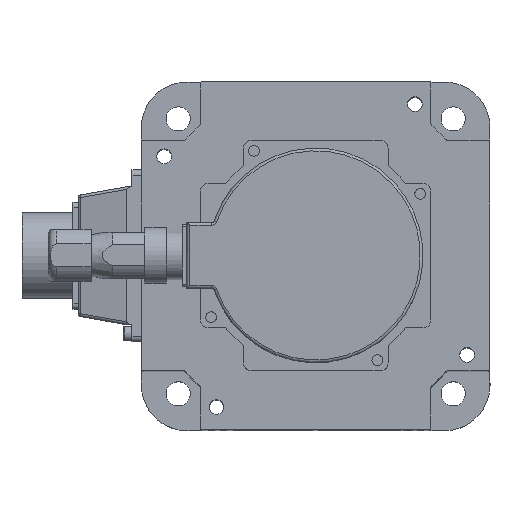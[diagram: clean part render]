
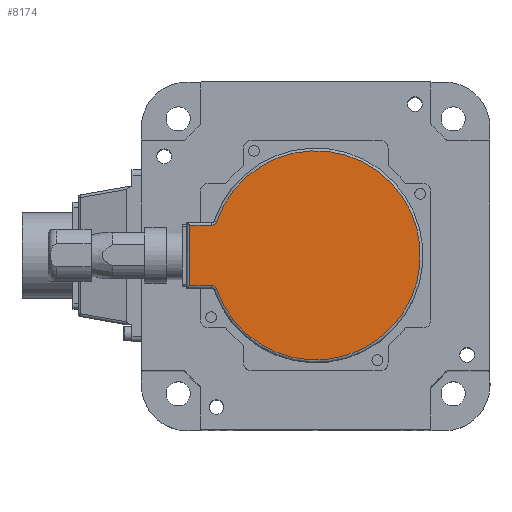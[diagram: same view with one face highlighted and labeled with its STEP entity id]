
A CAD part, top view. The second image highlights one B-rep face of the part: STEP entity #8174.
In plain terms, the highlighted planar face has unit normal (0, 0, 1).
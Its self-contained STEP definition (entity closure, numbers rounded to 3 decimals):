
#1076 = EDGE_CURVE ( 'NONE', #11939, #6800, #13593, .T. ) ;
#1196 = VERTEX_POINT ( 'NONE', #12150 ) ;
#1224 = DIRECTION ( 'NONE',  ( 0., 0., 1. ) ) ;
#1372 = CARTESIAN_POINT ( 'NONE',  ( -36.907, 12.604, 131.5 ) ) ;
#1532 = LINE ( 'NONE', #2242, #9990 ) ;
#1596 = PLANE ( 'NONE',  #10332 ) ;
#1713 = EDGE_CURVE ( 'NONE', #1196, #9068, #8762, .T. ) ;
#1782 = CIRCLE ( 'NONE', #13637, 2. ) ;
#2242 = CARTESIAN_POINT ( 'NONE',  ( -38.8, -11.25, 131.5 ) ) ;
#2262 = EDGE_CURVE ( 'NONE', #5874, #11939, #1782, .T. ) ;
#2464 = EDGE_CURVE ( 'NONE', #6800, #13443, #5095, .T. ) ;
#2668 = DIRECTION ( 'NONE',  ( 0., 0., 1. ) ) ;
#2750 = CARTESIAN_POINT ( 'NONE',  ( -38.8, 13.25, 131.5 ) ) ;
#3063 = EDGE_CURVE ( 'NONE', #9068, #5874, #3418, .T. ) ;
#3228 = CARTESIAN_POINT ( 'NONE',  ( -36.907, -12.604, 131.5 ) ) ;
#3418 = CIRCLE ( 'NONE', #4761, 39. ) ;
#3826 = DIRECTION ( 'NONE',  ( 0., 1., 0. ) ) ;
#4223 = AXIS2_PLACEMENT_3D ( 'NONE', #4713, #12132, #5781 ) ;
#4713 = CARTESIAN_POINT ( 'NONE',  ( -38.8, -13.25, 131.5 ) ) ;
#4761 = AXIS2_PLACEMENT_3D ( 'NONE', #7568, #1224, #8641 ) ;
#5095 = LINE ( 'NONE', #13595, #7573 ) ;
#5179 = EDGE_CURVE ( 'NONE', #13443, #1196, #1532, .T. ) ;
#5285 = DIRECTION ( 'NONE',  ( 0., -1., 0. ) ) ;
#5781 = DIRECTION ( 'NONE',  ( 0., 1., 0. ) ) ;
#5874 = VERTEX_POINT ( 'NONE', #1372 ) ;
#6465 = DIRECTION ( 'NONE',  ( 1., 0., 0. ) ) ;
#6614 = EDGE_LOOP ( 'NONE', ( #10317, #8191, #10692, #6858, #13567, #6904 ) ) ;
#6800 = VERTEX_POINT ( 'NONE', #12179 ) ;
#6858 = ORIENTED_EDGE ( 'NONE', *, *, #1713, .T. ) ;
#6904 = ORIENTED_EDGE ( 'NONE', *, *, #2262, .T. ) ;
#7568 = CARTESIAN_POINT ( 'NONE',  ( 0., 0., 131.5 ) ) ;
#7573 = VECTOR ( 'NONE', #5285, 1000. ) ;
#8174 = ADVANCED_FACE ( 'NONE', ( #13712 ), #1596, .T. ) ;
#8191 = ORIENTED_EDGE ( 'NONE', *, *, #2464, .T. ) ;
#8641 = DIRECTION ( 'NONE',  ( 0., 1., 0. ) ) ;
#8762 = CIRCLE ( 'NONE', #4223, 2. ) ;
#9068 = VERTEX_POINT ( 'NONE', #3228 ) ;
#9335 = CARTESIAN_POINT ( 'NONE',  ( -38.8, 11.25, 131.5 ) ) ;
#9609 = CARTESIAN_POINT ( 'NONE',  ( -47., -11.25, 131.5 ) ) ;
#9990 = VECTOR ( 'NONE', #6465, 1000. ) ;
#10024 = CARTESIAN_POINT ( 'NONE',  ( 0., 0., 131.5 ) ) ;
#10072 = DIRECTION ( 'NONE',  ( 0., 1., 0. ) ) ;
#10169 = DIRECTION ( 'NONE',  ( 0., 0., -1. ) ) ;
#10317 = ORIENTED_EDGE ( 'NONE', *, *, #1076, .T. ) ;
#10332 = AXIS2_PLACEMENT_3D ( 'NONE', #10024, #2668, #10072 ) ;
#10664 = CARTESIAN_POINT ( 'NONE',  ( -48., 11.25, 131.5 ) ) ;
#10692 = ORIENTED_EDGE ( 'NONE', *, *, #5179, .T. ) ;
#11939 = VERTEX_POINT ( 'NONE', #9335 ) ;
#12132 = DIRECTION ( 'NONE',  ( 0., 0., -1. ) ) ;
#12150 = CARTESIAN_POINT ( 'NONE',  ( -38.8, -11.25, 131.5 ) ) ;
#12179 = CARTESIAN_POINT ( 'NONE',  ( -47., 11.25, 131.5 ) ) ;
#12784 = DIRECTION ( 'NONE',  ( -1., 0., 0. ) ) ;
#13260 = VECTOR ( 'NONE', #12784, 1000. ) ;
#13443 = VERTEX_POINT ( 'NONE', #9609 ) ;
#13567 = ORIENTED_EDGE ( 'NONE', *, *, #3063, .T. ) ;
#13593 = LINE ( 'NONE', #10664, #13260 ) ;
#13595 = CARTESIAN_POINT ( 'NONE',  ( -47., -12.25, 131.5 ) ) ;
#13637 = AXIS2_PLACEMENT_3D ( 'NONE', #2750, #10169, #3826 ) ;
#13712 = FACE_OUTER_BOUND ( 'NONE', #6614, .T. ) ;
